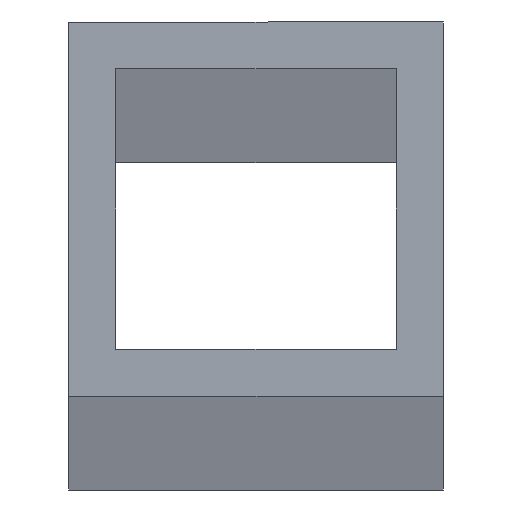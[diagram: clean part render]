
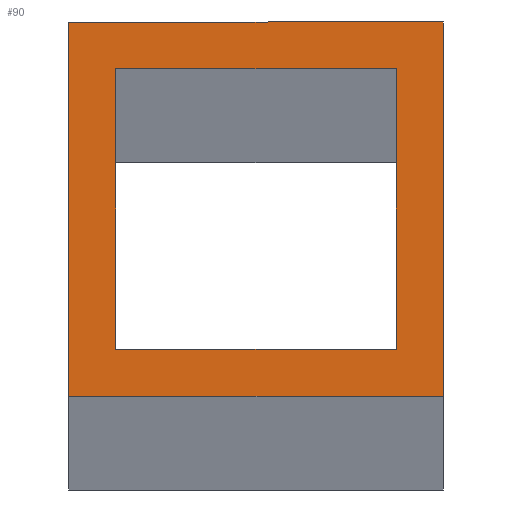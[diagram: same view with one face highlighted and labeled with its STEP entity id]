
A CAD part, top view. The second image highlights one B-rep face of the part: STEP entity #90.
In plain terms, the highlighted planar face has unit normal (0, 0, 1).
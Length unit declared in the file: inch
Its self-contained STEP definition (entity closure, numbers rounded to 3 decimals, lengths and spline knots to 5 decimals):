
#3 = VERTEX_POINT ( 'NONE', #334 ) ;
#6 = EDGE_CURVE ( 'NONE', #311, #197, #329, .T. ) ;
#7 = EDGE_CURVE ( 'NONE', #197, #216, #110, .T. ) ;
#16 = VECTOR ( 'NONE', #310, 39.37008 ) ;
#17 = VECTOR ( 'NONE', #24, 39.37008 ) ;
#24 = DIRECTION ( 'NONE',  ( 1., 0., 0. ) ) ;
#33 = VECTOR ( 'NONE', #363, 39.37008 ) ;
#40 = LINE ( 'NONE', #59, #105 ) ;
#49 = ORIENTED_EDGE ( 'NONE', *, *, #7, .T. ) ;
#52 = EDGE_CURVE ( 'NONE', #155, #271, #354, .T. ) ;
#59 = CARTESIAN_POINT ( 'NONE',  ( 0.1875, 0.1875, 36. ) ) ;
#60 = DIRECTION ( 'NONE',  ( 0., 0., 1. ) ) ;
#65 = EDGE_CURVE ( 'NONE', #216, #153, #338, .T. ) ;
#87 = ORIENTED_EDGE ( 'NONE', *, *, #6, .T. ) ;
#90 = ADVANCED_FACE ( 'NONE', ( #333, #277 ), #321, .T. ) ;
#91 = VECTOR ( 'NONE', #122, 39.37008 ) ;
#105 = VECTOR ( 'NONE', #222, 39.37008 ) ;
#110 = LINE ( 'NONE', #313, #33 ) ;
#115 = LINE ( 'NONE', #128, #16 ) ;
#121 = EDGE_LOOP ( 'NONE', ( #49, #205, #230, #87 ) ) ;
#122 = DIRECTION ( 'NONE',  ( 0., 1., 0. ) ) ;
#128 = CARTESIAN_POINT ( 'NONE',  ( 0.1875, -0.1875, 36. ) ) ;
#129 = DIRECTION ( 'NONE',  ( 1., 0., 0. ) ) ;
#138 = CARTESIAN_POINT ( 'NONE',  ( -0.1875, 0.1875, 36. ) ) ;
#153 = VERTEX_POINT ( 'NONE', #369 ) ;
#155 = VERTEX_POINT ( 'NONE', #259 ) ;
#164 = AXIS2_PLACEMENT_3D ( 'NONE', #225, #60, #324 ) ;
#165 = DIRECTION ( 'NONE',  ( 0., -1., 0. ) ) ;
#166 = LINE ( 'NONE', #208, #91 ) ;
#168 = CARTESIAN_POINT ( 'NONE',  ( -0.25, -0.25, 36. ) ) ;
#186 = VECTOR ( 'NONE', #129, 39.37008 ) ;
#197 = VERTEX_POINT ( 'NONE', #255 ) ;
#205 = ORIENTED_EDGE ( 'NONE', *, *, #65, .T. ) ;
#207 = EDGE_CURVE ( 'NONE', #3, #304, #40, .T. ) ;
#208 = CARTESIAN_POINT ( 'NONE',  ( 0.25, -0.25, 36. ) ) ;
#211 = ORIENTED_EDGE ( 'NONE', *, *, #207, .F. ) ;
#216 = VERTEX_POINT ( 'NONE', #168 ) ;
#221 = VECTOR ( 'NONE', #165, 39.37008 ) ;
#222 = DIRECTION ( 'NONE',  ( -1., 0., 0. ) ) ;
#225 = CARTESIAN_POINT ( 'NONE',  ( 0., 0., 36. ) ) ;
#230 = ORIENTED_EDGE ( 'NONE', *, *, #292, .T. ) ;
#246 = CARTESIAN_POINT ( 'NONE',  ( 0.25, 0.25, 36. ) ) ;
#248 = CARTESIAN_POINT ( 'NONE',  ( 0.25, 0.25, 36. ) ) ;
#249 = VECTOR ( 'NONE', #341, 39.37008 ) ;
#254 = CARTESIAN_POINT ( 'NONE',  ( -0.25, -0.25, 36. ) ) ;
#255 = CARTESIAN_POINT ( 'NONE',  ( -0.25, 0.25, 36. ) ) ;
#259 = CARTESIAN_POINT ( 'NONE',  ( -0.1875, -0.1875, 36. ) ) ;
#270 = LINE ( 'NONE', #138, #221 ) ;
#271 = VERTEX_POINT ( 'NONE', #301 ) ;
#275 = CARTESIAN_POINT ( 'NONE',  ( -0.1875, -0.1875, 36. ) ) ;
#277 = FACE_BOUND ( 'NONE', #312, .T. ) ;
#292 = EDGE_CURVE ( 'NONE', #153, #311, #166, .T. ) ;
#300 = EDGE_CURVE ( 'NONE', #271, #3, #115, .T. ) ;
#301 = CARTESIAN_POINT ( 'NONE',  ( 0.1875, -0.1875, 36. ) ) ;
#304 = VERTEX_POINT ( 'NONE', #360 ) ;
#310 = DIRECTION ( 'NONE',  ( 0., 1., 0. ) ) ;
#311 = VERTEX_POINT ( 'NONE', #246 ) ;
#312 = EDGE_LOOP ( 'NONE', ( #339, #355, #211, #352 ) ) ;
#313 = CARTESIAN_POINT ( 'NONE',  ( -0.25, 0.25, 36. ) ) ;
#321 = PLANE ( 'NONE',  #164 ) ;
#324 = DIRECTION ( 'NONE',  ( 1., 0., 0. ) ) ;
#329 = LINE ( 'NONE', #248, #249 ) ;
#333 = FACE_OUTER_BOUND ( 'NONE', #121, .T. ) ;
#334 = CARTESIAN_POINT ( 'NONE',  ( 0.1875, 0.1875, 36. ) ) ;
#338 = LINE ( 'NONE', #254, #17 ) ;
#339 = ORIENTED_EDGE ( 'NONE', *, *, #52, .F. ) ;
#341 = DIRECTION ( 'NONE',  ( -1., 0., 0. ) ) ;
#348 = EDGE_CURVE ( 'NONE', #304, #155, #270, .T. ) ;
#352 = ORIENTED_EDGE ( 'NONE', *, *, #300, .F. ) ;
#354 = LINE ( 'NONE', #275, #186 ) ;
#355 = ORIENTED_EDGE ( 'NONE', *, *, #348, .F. ) ;
#360 = CARTESIAN_POINT ( 'NONE',  ( -0.1875, 0.1875, 36. ) ) ;
#363 = DIRECTION ( 'NONE',  ( 0., -1., 0. ) ) ;
#369 = CARTESIAN_POINT ( 'NONE',  ( 0.25, -0.25, 36. ) ) ;
